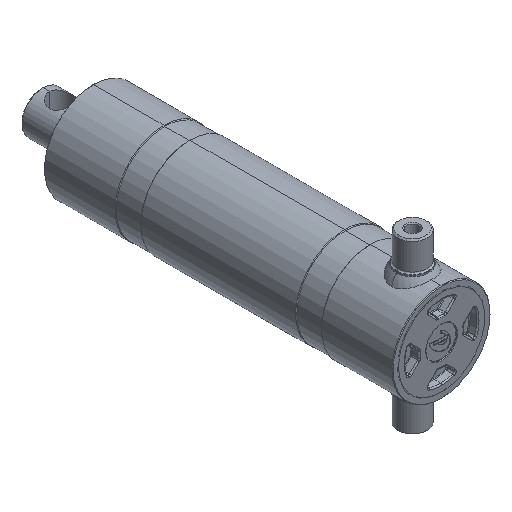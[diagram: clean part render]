
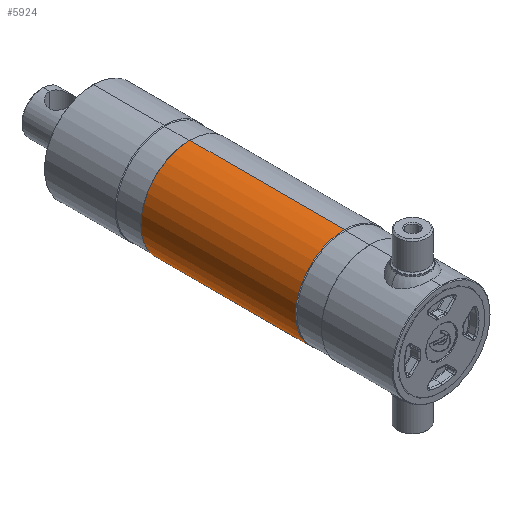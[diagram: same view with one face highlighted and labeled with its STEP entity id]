
A CAD part, isometric view. The second image highlights one B-rep face of the part: STEP entity #5924.
In plain terms, the highlighted cylindrical face has radius 75.75 mm (diameter 151.5 mm), a partial arc.
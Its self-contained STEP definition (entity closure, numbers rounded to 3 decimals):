
#186 = EDGE_CURVE ( 'NONE', #5994, #9222, #6384, .T. ) ;
#255 = DIRECTION ( 'NONE',  ( 0., 1., 0. ) ) ;
#749 = LINE ( 'NONE', #1527, #6438 ) ;
#750 = VECTOR ( 'NONE', #8492, 1000. ) ;
#829 = EDGE_CURVE ( 'NONE', #6570, #1561, #5887, .T. ) ;
#982 = LINE ( 'NONE', #7769, #750 ) ;
#1047 = ORIENTED_EDGE ( 'NONE', *, *, #5115, .F. ) ;
#1527 = CARTESIAN_POINT ( 'NONE',  ( 0., 522.61, -75.75 ) ) ;
#1561 = VERTEX_POINT ( 'NONE', #4984 ) ;
#1797 = DIRECTION ( 'NONE',  ( 0., 0., 1. ) ) ;
#1826 = CARTESIAN_POINT ( 'NONE',  ( 0., 150., 0. ) ) ;
#2460 = CARTESIAN_POINT ( 'NONE',  ( 0., 522.61, 0. ) ) ;
#2532 = DIRECTION ( 'NONE',  ( 0., 0., 1. ) ) ;
#2579 = AXIS2_PLACEMENT_3D ( 'NONE', #2990, #2969, #2532 ) ;
#2969 = DIRECTION ( 'NONE',  ( 0., 1., 0. ) ) ;
#2990 = CARTESIAN_POINT ( 'NONE',  ( 0., 389., 0. ) ) ;
#3924 = ORIENTED_EDGE ( 'NONE', *, *, #829, .T. ) ;
#4801 = DIRECTION ( 'NONE',  ( 0., 1., 0. ) ) ;
#4961 = AXIS2_PLACEMENT_3D ( 'NONE', #2460, #255, #5276 ) ;
#4984 = CARTESIAN_POINT ( 'NONE',  ( 0., 150., 75.75 ) ) ;
#5115 = EDGE_CURVE ( 'NONE', #6570, #5994, #749, .T. ) ;
#5276 = DIRECTION ( 'NONE',  ( 0., 0., 1. ) ) ;
#5887 = CIRCLE ( 'NONE', #8180, 75.75 ) ;
#5924 = ADVANCED_FACE ( 'NONE', ( #9288 ), #8852, .T. ) ;
#5994 = VERTEX_POINT ( 'NONE', #7741 ) ;
#6016 = EDGE_CURVE ( 'NONE', #1561, #9222, #982, .T. ) ;
#6384 = CIRCLE ( 'NONE', #2579, 75.75 ) ;
#6438 = VECTOR ( 'NONE', #6743, 1000. ) ;
#6553 = EDGE_LOOP ( 'NONE', ( #1047, #3924, #6778, #9118 ) ) ;
#6570 = VERTEX_POINT ( 'NONE', #7691 ) ;
#6743 = DIRECTION ( 'NONE',  ( 0., 1., 0. ) ) ;
#6778 = ORIENTED_EDGE ( 'NONE', *, *, #6016, .T. ) ;
#7691 = CARTESIAN_POINT ( 'NONE',  ( 0., 150., -75.75 ) ) ;
#7741 = CARTESIAN_POINT ( 'NONE',  ( 0., 389., -75.75 ) ) ;
#7769 = CARTESIAN_POINT ( 'NONE',  ( 0., 522.61, 75.75 ) ) ;
#8180 = AXIS2_PLACEMENT_3D ( 'NONE', #1826, #4801, #1797 ) ;
#8492 = DIRECTION ( 'NONE',  ( 0., 1., 0. ) ) ;
#8852 = CYLINDRICAL_SURFACE ( 'NONE', #4961, 75.75 ) ;
#9118 = ORIENTED_EDGE ( 'NONE', *, *, #186, .F. ) ;
#9222 = VERTEX_POINT ( 'NONE', #9554 ) ;
#9288 = FACE_OUTER_BOUND ( 'NONE', #6553, .T. ) ;
#9554 = CARTESIAN_POINT ( 'NONE',  ( 0., 389., 75.75 ) ) ;
